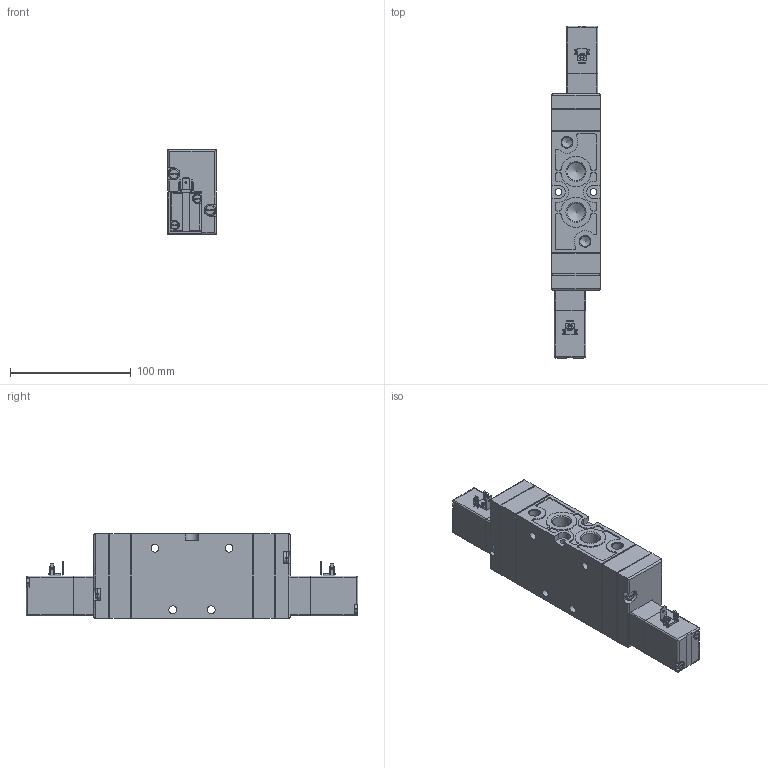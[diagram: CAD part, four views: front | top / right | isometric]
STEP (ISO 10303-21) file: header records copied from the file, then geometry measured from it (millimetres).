
FILE_DESCRIPTION(/* description */ ('STEP AP214'),/* implementation_level */ '2;1');
FILE_NAME(/* name */ '15346_MVH-5_3G-3_8-S-B',/* time_stamp */ '2024-09-11T20:41:45+02:00',/* author */ ('License CC BY-ND 4.0'),/* organization */ ('CADENAS'),/* preprocessor_version */ 'ST-DEVELOPER v19.3',/* originating_system */ 'PARTsolutions',/* authorisation */ ' ');
FILE_SCHEMA (('AUTOMOTIVE_DESIGN {1 0 10303 214 3 1 1}'));
Length unit declared in the file: millimetre
Products named in the file (3): 15346 MVH-5/3G-3/8-S-B--(0); 15346 MVH-5/3G-3/8-S-B_valves; 15346 MVH-5/3G-3/8-S-B_coil
Assembly tree (3 placements, depth 2):
  15346 MVH-5/3G-3/8-S-B--(0)
    15346 MVH-5/3G-3/8-S-B_valves
    15346 MVH-5/3G-3/8-S-B_coil  x2
Bounding box: 40 x 275 x 70 mm (x, y, z)
Volume: 511933 mm3; surface area: 76089.3 mm2
Topology: 3 solids, 3 shells, 527 faces, 1374 edges, 893 vertices
Faces by surface type: plane 317, cylinder 166, cone 36, torus 8
Full cylindrical faces by diameter (mm): 1.6 x6, 2.459 x2, 3.242 x4, 4 x4, 4.134 x2, 5.2 x2, 5.5 x2, 6 x2, 6.5 x4, 8.566 x2, 14.95 x5
Entity records: 13113 total; most frequent: CARTESIAN_POINT 2269, DIRECTION 2088, ORIENTED_EDGE 1980, EDGE_CURVE 990, AXIS2_PLACEMENT_3D 736, VERTEX_POINT 681, LINE 616, VECTOR 616
